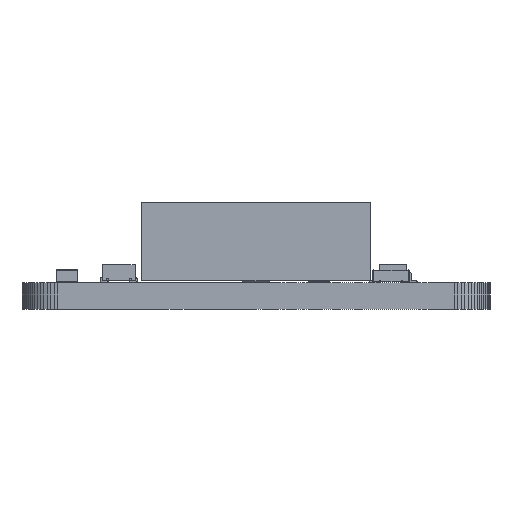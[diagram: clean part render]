
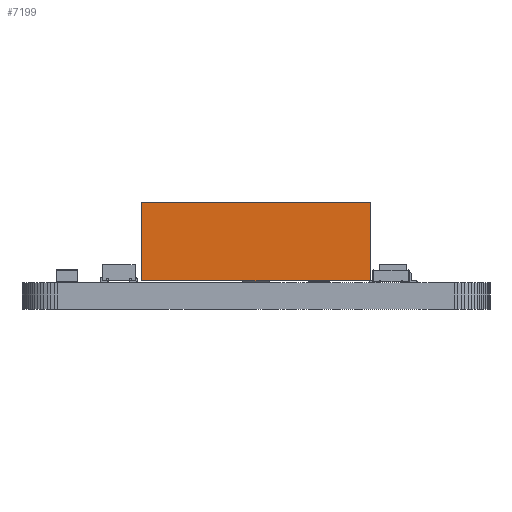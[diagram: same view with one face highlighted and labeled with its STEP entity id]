
A CAD part, left-side view. The second image highlights one B-rep face of the part: STEP entity #7199.
In plain terms, the highlighted face is planar.
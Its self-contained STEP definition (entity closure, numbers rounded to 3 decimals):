
#7174 = VERTEX_POINT('',#7175);
#7175 = CARTESIAN_POINT('',(-6.35,-1.27,4.45));
#7181 = EDGE_CURVE('',#7182,#7174,#7184,.T.);
#7182 = VERTEX_POINT('',#7183);
#7183 = CARTESIAN_POINT('',(-6.35,-1.27,0.1));
#7184 = LINE('',#7185,#7186);
#7185 = CARTESIAN_POINT('',(-6.35,-1.27,0.1));
#7186 = VECTOR('',#7187,1.);
#7187 = DIRECTION('',(0.,0.,1.));
#7199 = ADVANCED_FACE('',(#7200),#7225,.F.);
#7200 = FACE_BOUND('',#7201,.F.);
#7201 = EDGE_LOOP('',(#7202,#7203,#7211,#7219));
#7202 = ORIENTED_EDGE('',*,*,#7181,.T.);
#7203 = ORIENTED_EDGE('',*,*,#7204,.T.);
#7204 = EDGE_CURVE('',#7174,#7205,#7207,.T.);
#7205 = VERTEX_POINT('',#7206);
#7206 = CARTESIAN_POINT('',(6.35,-1.27,4.45));
#7207 = LINE('',#7208,#7209);
#7208 = CARTESIAN_POINT('',(-6.35,-1.27,4.45));
#7209 = VECTOR('',#7210,1.);
#7210 = DIRECTION('',(1.,0.,0.));
#7211 = ORIENTED_EDGE('',*,*,#7212,.F.);
#7212 = EDGE_CURVE('',#7213,#7205,#7215,.T.);
#7213 = VERTEX_POINT('',#7214);
#7214 = CARTESIAN_POINT('',(6.35,-1.27,0.1));
#7215 = LINE('',#7216,#7217);
#7216 = CARTESIAN_POINT('',(6.35,-1.27,0.1));
#7217 = VECTOR('',#7218,1.);
#7218 = DIRECTION('',(0.,0.,1.));
#7219 = ORIENTED_EDGE('',*,*,#7220,.F.);
#7220 = EDGE_CURVE('',#7182,#7213,#7221,.T.);
#7221 = LINE('',#7222,#7223);
#7222 = CARTESIAN_POINT('',(-6.35,-1.27,0.1));
#7223 = VECTOR('',#7224,1.);
#7224 = DIRECTION('',(1.,0.,0.));
#7225 = PLANE('',#7226);
#7226 = AXIS2_PLACEMENT_3D('',#7227,#7228,#7229);
#7227 = CARTESIAN_POINT('',(-6.35,-1.27,0.1));
#7228 = DIRECTION('',(0.,1.,0.));
#7229 = DIRECTION('',(1.,0.,0.));
